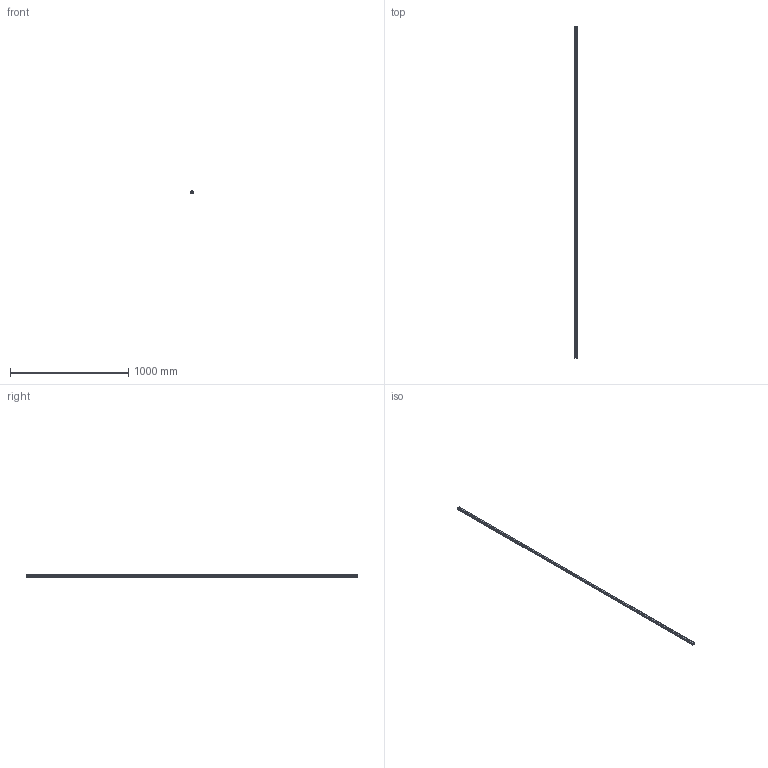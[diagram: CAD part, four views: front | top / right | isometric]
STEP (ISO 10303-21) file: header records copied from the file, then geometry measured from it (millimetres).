
FILE_DESCRIPTION(('STEP AP214'),'1');
FILE_NAME('cctmp_9B62B5E1-8D3E-4AA3-9522-A330595B6120_2021_01_22_12_37_22_0714..stp','2021-01-22T11:37:22',('HIWIN GmbH'),('CADClick - www.CADClick.com'),'Spatial InterOp 3D',' ','unknown authorization');
FILE_SCHEMA(('AUTOMOTIVE_DESIGN'));
Length unit declared in the file: millimetre
Products named in the file (1): HGR20T2810C_FILE
Bounding box: 20 x 2810 x 17.5 mm (x, y, z)
Volume: 829901.3 mm3; surface area: 224021.1 mm2
Topology: 1 solids, 1 shells, 295 faces, 773 edges, 437 vertices
Faces by surface type: cylinder 116, cone 94, plane 85
Entity records: 10713 total; most frequent: DIRECTION 1503, CARTESIAN_POINT 1412, ORIENTED_EDGE 1358, EDGE_CURVE 679, AXIS2_PLACEMENT_3D 528, LINE 447, VECTOR 447, VERTEX_POINT 437
